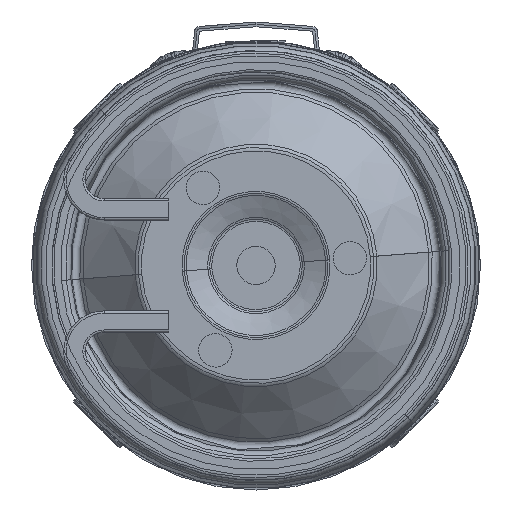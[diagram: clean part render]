
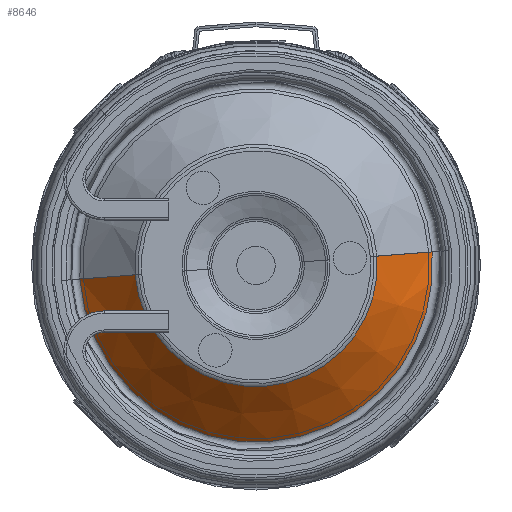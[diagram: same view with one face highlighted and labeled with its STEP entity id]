
A CAD part, front view. The second image highlights one B-rep face of the part: STEP entity #8646.
In plain terms, the highlighted conical face has half-angle 46.546 degrees and reference radius 25.375 mm.
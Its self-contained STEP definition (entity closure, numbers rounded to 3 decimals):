
#1310 = CARTESIAN_POINT ( 'NONE',  ( 0., 0.548, -25.376 ) ) ;
#1529 = DIRECTION ( 'NONE',  ( 0., 1., 0. ) ) ;
#1720 = CIRCLE ( 'NONE', #17715, 25.376 ) ;
#5853 = CONICAL_SURFACE ( 'NONE', #12559, 25.376, 0.812 ) ;
#5949 = FACE_OUTER_BOUND ( 'NONE', #28054, .T. ) ;
#8646 = ADVANCED_FACE ( 'NONE', ( #5949 ), #5853, .T. ) ;
#8902 = DIRECTION ( 'NONE',  ( 0., 1., 0. ) ) ;
#10274 = VECTOR ( 'NONE', #30735, 1000. ) ;
#12559 = AXIS2_PLACEMENT_3D ( 'NONE', #37553, #8902, #21622 ) ;
#17131 = ORIENTED_EDGE ( 'NONE', *, *, #35819, .F. ) ;
#17250 = DIRECTION ( 'NONE',  ( 0., 0., 1. ) ) ;
#17715 = AXIS2_PLACEMENT_3D ( 'NONE', #30186, #1529, #36696 ) ;
#17927 = VECTOR ( 'NONE', #20321, 1000. ) ;
#18001 = EDGE_CURVE ( 'NONE', #32856, #29546, #36621, .T. ) ;
#20321 = DIRECTION ( 'NONE',  ( 0., 0.688, -0.726 ) ) ;
#20348 = AXIS2_PLACEMENT_3D ( 'NONE', #23125, #33382, #17250 ) ;
#20575 = CARTESIAN_POINT ( 'NONE',  ( 0., 11.526, -36.962 ) ) ;
#20994 = EDGE_CURVE ( 'NONE', #41063, #32856, #1720, .T. ) ;
#21622 = DIRECTION ( 'NONE',  ( 0., 0., 1. ) ) ;
#23125 = CARTESIAN_POINT ( 'NONE',  ( 0., 11.526, 0. ) ) ;
#24585 = CARTESIAN_POINT ( 'NONE',  ( 0., 0.548, 25.376 ) ) ;
#26792 = VERTEX_POINT ( 'NONE', #20575 ) ;
#28054 = EDGE_LOOP ( 'NONE', ( #17131, #39842, #29732, #31346 ) ) ;
#29546 = VERTEX_POINT ( 'NONE', #32494 ) ;
#29732 = ORIENTED_EDGE ( 'NONE', *, *, #18001, .T. ) ;
#29737 = CIRCLE ( 'NONE', #20348, 36.962 ) ;
#30186 = CARTESIAN_POINT ( 'NONE',  ( 0., 0.548, 0. ) ) ;
#30735 = DIRECTION ( 'NONE',  ( 0., 0.688, 0.726 ) ) ;
#31346 = ORIENTED_EDGE ( 'NONE', *, *, #36398, .F. ) ;
#32494 = CARTESIAN_POINT ( 'NONE',  ( 0., 11.526, 36.962 ) ) ;
#32693 = LINE ( 'NONE', #1310, #17927 ) ;
#32856 = VERTEX_POINT ( 'NONE', #24585 ) ;
#33382 = DIRECTION ( 'NONE',  ( 0., 1., 0. ) ) ;
#35768 = CARTESIAN_POINT ( 'NONE',  ( 0., 0.548, 25.376 ) ) ;
#35819 = EDGE_CURVE ( 'NONE', #41063, #26792, #32693, .T. ) ;
#36398 = EDGE_CURVE ( 'NONE', #26792, #29546, #29737, .T. ) ;
#36621 = LINE ( 'NONE', #35768, #10274 ) ;
#36696 = DIRECTION ( 'NONE',  ( 0., 0., 1. ) ) ;
#37553 = CARTESIAN_POINT ( 'NONE',  ( 0., 0.548, 0. ) ) ;
#39842 = ORIENTED_EDGE ( 'NONE', *, *, #20994, .T. ) ;
#40073 = CARTESIAN_POINT ( 'NONE',  ( 0., 0.548, -25.376 ) ) ;
#41063 = VERTEX_POINT ( 'NONE', #40073 ) ;
